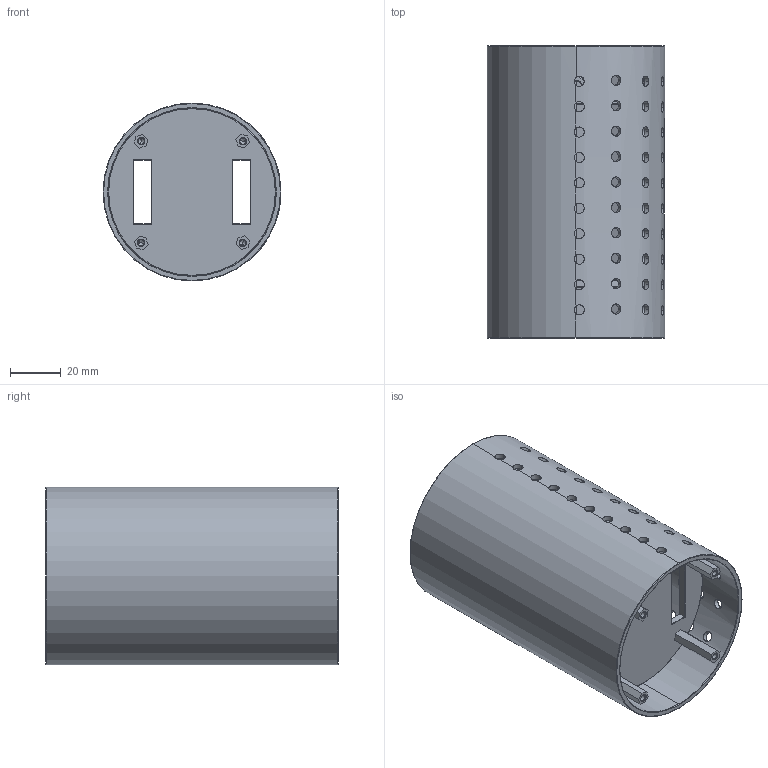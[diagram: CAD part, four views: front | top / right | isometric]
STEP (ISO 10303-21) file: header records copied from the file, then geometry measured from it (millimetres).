
FILE_DESCRIPTION (( 'STEP AP214' ), '1' );
FILE_NAME ('Shell.STEP', '2025-05-04T13:36:50', ( '' ), ( '' ), 'SwSTEP 2.0', 'SolidWorks 2025', '' );
FILE_SCHEMA (( 'AUTOMOTIVE_DESIGN' ));
Length unit declared in the file: millimetre
Products named in the file (9): MALE FEMALE HEX SPACER_t; MALE FEMALE HEX SPACER_15; MALE FEMALE HEX SPACER_10. >; MALE FEMALE HEX SPACER_de; Top plate; Outer can; Shell; Mid plate; Base
Assembly tree (30 placements, depth 2):
  Shell
    Base
    Mid plate  x3
    Top plate
    MALE FEMALE HEX SPACER_de  x8
    MALE FEMALE HEX SPACER_10. >  x4
    MALE FEMALE HEX SPACER_15  x8
    MALE FEMALE HEX SPACER_t  x4
    Outer can
Bounding box: 70 x 115 x 70 mm (x, y, z)
Volume: 102716.3 mm3; surface area: 97954.2 mm2
Topology: 30 solids, 30 shells, 1076 faces, 2554 edges, 1496 vertices
Faces by surface type: cylinder 442, plane 302, torus 172, cone 136, bspline 16, sphere 8
Entity records: 24542 total; most frequent: CARTESIAN_POINT 10346, ORIENTED_EDGE 2920, DIRECTION 2802, EDGE_CURVE 1460, AXIS2_PLACEMENT_3D 1102, VERTEX_POINT 870, EDGE_LOOP 758, FACE_OUTER_BOUND 599
